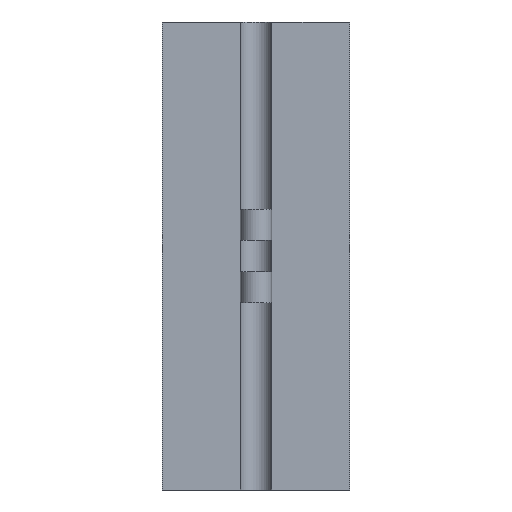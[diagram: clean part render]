
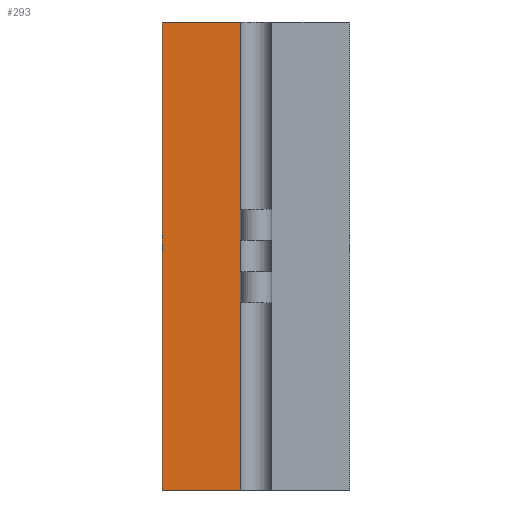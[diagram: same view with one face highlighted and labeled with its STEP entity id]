
A CAD part, left-side view. The second image highlights one B-rep face of the part: STEP entity #293.
In plain terms, the highlighted planar face has unit normal (-1, 0, 0).
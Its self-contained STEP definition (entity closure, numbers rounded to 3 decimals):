
#22=PLANE('',#335);
#36=FACE_OUTER_BOUND('',#56,.T.);
#56=EDGE_LOOP('',(#224,#225,#226,#227,#228,#229,#230,#231));
#71=LINE('',#452,#97);
#73=LINE('',#465,#99);
#74=LINE('',#475,#100);
#76=LINE('',#481,#102);
#81=LINE('',#490,#107);
#82=LINE('',#491,#108);
#83=LINE('',#493,#109);
#84=LINE('',#494,#110);
#97=VECTOR('',#360,10.);
#99=VECTOR('',#374,10.);
#100=VECTOR('',#385,10.);
#102=VECTOR('',#391,10.);
#107=VECTOR('',#398,10.);
#108=VECTOR('',#399,10.);
#109=VECTOR('',#400,10.);
#110=VECTOR('',#401,10.);
#137=VERTEX_POINT('',#446);
#139=VERTEX_POINT('',#450);
#142=VERTEX_POINT('',#459);
#144=VERTEX_POINT('',#463);
#146=VERTEX_POINT('',#471);
#148=VERTEX_POINT('',#474);
#150=VERTEX_POINT('',#480);
#154=VERTEX_POINT('',#492);
#163=EDGE_CURVE('',#137,#139,#71,.T.);
#169=EDGE_CURVE('',#142,#144,#73,.T.);
#173=EDGE_CURVE('',#148,#146,#74,.T.);
#176=EDGE_CURVE('',#150,#148,#76,.T.);
#181=EDGE_CURVE('',#146,#142,#81,.T.);
#182=EDGE_CURVE('',#144,#137,#82,.T.);
#183=EDGE_CURVE('',#154,#139,#83,.T.);
#184=EDGE_CURVE('',#150,#154,#84,.T.);
#224=ORIENTED_EDGE('',*,*,#173,.T.);
#225=ORIENTED_EDGE('',*,*,#181,.T.);
#226=ORIENTED_EDGE('',*,*,#169,.T.);
#227=ORIENTED_EDGE('',*,*,#182,.T.);
#228=ORIENTED_EDGE('',*,*,#163,.T.);
#229=ORIENTED_EDGE('',*,*,#183,.F.);
#230=ORIENTED_EDGE('',*,*,#184,.F.);
#231=ORIENTED_EDGE('',*,*,#176,.T.);
#293=ADVANCED_FACE('',(#36),#22,.T.);
#335=AXIS2_PLACEMENT_3D('',#489,#396,#397);
#360=DIRECTION('',(0.,0.,1.));
#374=DIRECTION('',(0.,0.,1.));
#385=DIRECTION('',(0.,0.,1.));
#391=DIRECTION('',(0.,-1.,0.));
#396=DIRECTION('center_axis',(-1.,0.,0.));
#397=DIRECTION('ref_axis',(0.,-1.,0.));
#398=DIRECTION('',(0.,0.,1.));
#399=DIRECTION('',(0.,0.,1.));
#400=DIRECTION('',(0.,-1.,0.));
#401=DIRECTION('',(0.,0.,1.));
#446=CARTESIAN_POINT('',(0.,2.5,20.));
#450=CARTESIAN_POINT('',(0.,2.5,50.));
#452=CARTESIAN_POINT('',(0.,2.5,10.));
#459=CARTESIAN_POINT('',(0.,2.5,10.));
#463=CARTESIAN_POINT('',(0.,2.5,15.));
#465=CARTESIAN_POINT('',(0.,2.5,5.));
#471=CARTESIAN_POINT('',(0.,2.5,5.));
#474=CARTESIAN_POINT('',(0.,2.5,-25.));
#475=CARTESIAN_POINT('',(0.,2.5,0.));
#480=CARTESIAN_POINT('',(0.,15.,-25.));
#481=CARTESIAN_POINT('',(0.,7.5,-25.));
#489=CARTESIAN_POINT('Origin',(0.,15.,0.));
#490=CARTESIAN_POINT('',(0.,2.5,0.));
#491=CARTESIAN_POINT('',(0.,2.5,0.));
#492=CARTESIAN_POINT('',(0.,15.,50.));
#493=CARTESIAN_POINT('',(0.,7.5,50.));
#494=CARTESIAN_POINT('',(0.,15.,0.));
